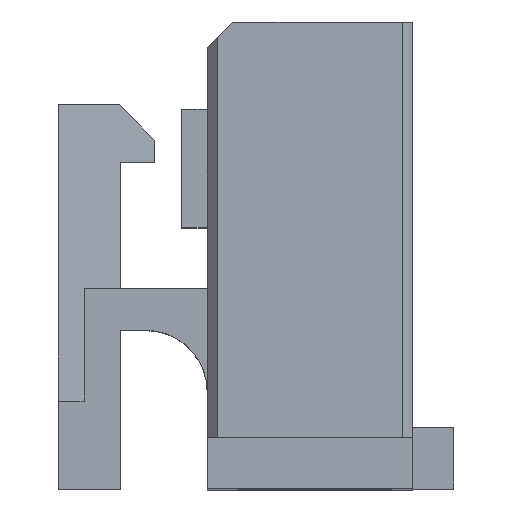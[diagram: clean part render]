
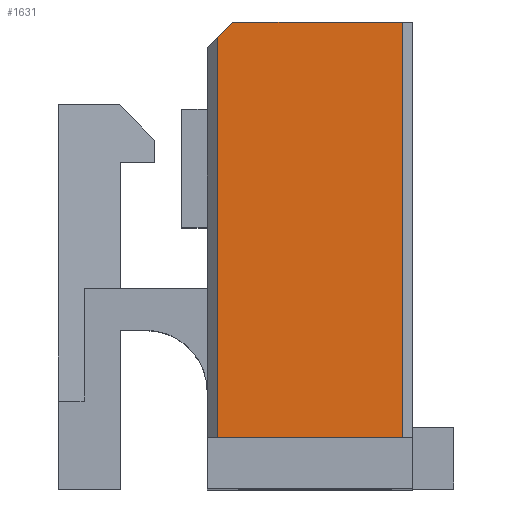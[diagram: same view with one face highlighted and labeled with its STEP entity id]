
A CAD part, top view. The second image highlights one B-rep face of the part: STEP entity #1631.
In plain terms, the highlighted planar face has unit normal (0, 0, 1).
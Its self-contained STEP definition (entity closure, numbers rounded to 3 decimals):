
#41 = LINE ( 'NONE', #343, #1423 ) ;
#46 = ORIENTED_EDGE ( 'NONE', *, *, #3401, .F. ) ;
#224 = EDGE_LOOP ( 'NONE', ( #1698, #46, #2714, #3015, #799 ) ) ;
#228 = VECTOR ( 'NONE', #585, 1000. ) ;
#252 = FACE_OUTER_BOUND ( 'NONE', #224, .T. ) ;
#270 = VERTEX_POINT ( 'NONE', #720 ) ;
#343 = CARTESIAN_POINT ( 'NONE',  ( -1.8, -3.55, 7.85 ) ) ;
#363 = DIRECTION ( 'NONE',  ( 0., -1., 0. ) ) ;
#438 = VECTOR ( 'NONE', #2866, 1000. ) ;
#544 = VECTOR ( 'NONE', #363, 1000. ) ;
#585 = DIRECTION ( 'NONE',  ( -1., 0., 0. ) ) ;
#720 = CARTESIAN_POINT ( 'NONE',  ( -1.8, -3.55, 7.85 ) ) ;
#799 = ORIENTED_EDGE ( 'NONE', *, *, #3270, .T. ) ;
#880 = LINE ( 'NONE', #2049, #228 ) ;
#946 = EDGE_CURVE ( 'NONE', #270, #1344, #41, .T. ) ;
#963 = CARTESIAN_POINT ( 'NONE',  ( 1.8, 4.55, 7.85 ) ) ;
#1006 = CARTESIAN_POINT ( 'NONE',  ( -1.5, 4.55, 7.85 ) ) ;
#1017 = VERTEX_POINT ( 'NONE', #1275 ) ;
#1144 = DIRECTION ( 'NONE',  ( 0., -1., 0. ) ) ;
#1275 = CARTESIAN_POINT ( 'NONE',  ( 1.8, -3.55, 7.85 ) ) ;
#1337 = CARTESIAN_POINT ( 'NONE',  ( 1.8, 4.55, 7.85 ) ) ;
#1344 = VERTEX_POINT ( 'NONE', #2765 ) ;
#1423 = VECTOR ( 'NONE', #1596, 1000. ) ;
#1443 = CARTESIAN_POINT ( 'NONE',  ( 4., 5.191, 7.85 ) ) ;
#1462 = DIRECTION ( 'NONE',  ( 0., 0., -1. ) ) ;
#1557 = LINE ( 'NONE', #963, #544 ) ;
#1596 = DIRECTION ( 'NONE',  ( 0., 1., 0. ) ) ;
#1631 = ADVANCED_FACE ( 'NONE', ( #252 ), #3330, .F. ) ;
#1659 = CARTESIAN_POINT ( 'NONE',  ( 1.8, 4.55, 7.85 ) ) ;
#1698 = ORIENTED_EDGE ( 'NONE', *, *, #946, .F. ) ;
#1937 = LINE ( 'NONE', #1006, #2638 ) ;
#2049 = CARTESIAN_POINT ( 'NONE',  ( 1.8, -3.55, 7.85 ) ) ;
#2308 = VERTEX_POINT ( 'NONE', #1337 ) ;
#2354 = EDGE_CURVE ( 'NONE', #2308, #3854, #3477, .T. ) ;
#2624 = EDGE_CURVE ( 'NONE', #2308, #1017, #1557, .T. ) ;
#2638 = VECTOR ( 'NONE', #3737, 1000. ) ;
#2714 = ORIENTED_EDGE ( 'NONE', *, *, #2624, .F. ) ;
#2765 = CARTESIAN_POINT ( 'NONE',  ( -1.8, 4.25, 7.85 ) ) ;
#2855 = CARTESIAN_POINT ( 'NONE',  ( -1.5, 4.55, 7.85 ) ) ;
#2866 = DIRECTION ( 'NONE',  ( -1., 0., 0. ) ) ;
#3015 = ORIENTED_EDGE ( 'NONE', *, *, #2354, .T. ) ;
#3081 = AXIS2_PLACEMENT_3D ( 'NONE', #1443, #1462, #1144 ) ;
#3270 = EDGE_CURVE ( 'NONE', #3854, #1344, #1937, .T. ) ;
#3330 = PLANE ( 'NONE',  #3081 ) ;
#3401 = EDGE_CURVE ( 'NONE', #1017, #270, #880, .T. ) ;
#3477 = LINE ( 'NONE', #1659, #438 ) ;
#3737 = DIRECTION ( 'NONE',  ( -0.707, -0.707, 0. ) ) ;
#3854 = VERTEX_POINT ( 'NONE', #2855 ) ;
